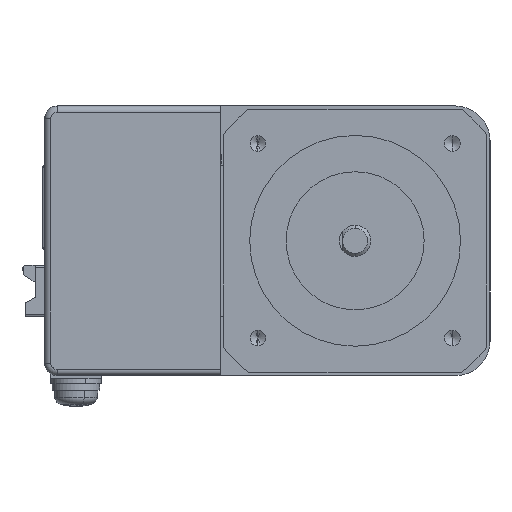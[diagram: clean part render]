
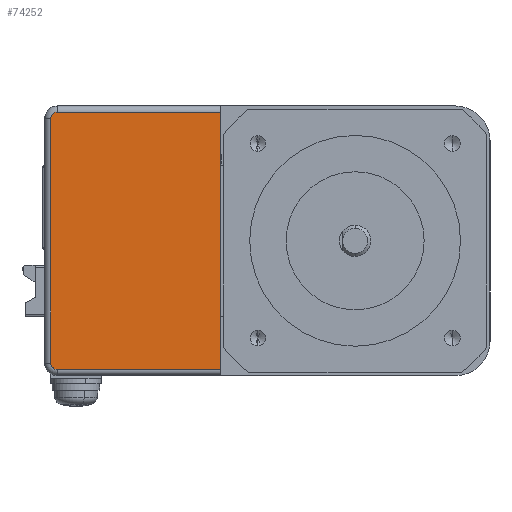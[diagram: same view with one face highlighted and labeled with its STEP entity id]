
A CAD part, left-side view. The second image highlights one B-rep face of the part: STEP entity #74252.
In plain terms, the highlighted planar face has unit normal (-1, 0, 0).
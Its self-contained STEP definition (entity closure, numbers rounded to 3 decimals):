
#8061 = DIRECTION ( 'NONE',  ( 0., 0., -1. ) ) ;
#10656 = CARTESIAN_POINT ( 'NONE',  ( -46., 43., -42. ) ) ;
#14644 = DIRECTION ( 'NONE',  ( 1., 0., 0. ) ) ;
#15395 = EDGE_CURVE ( 'NONE', #106786, #74307, #98897, .T. ) ;
#16655 = ORIENTED_EDGE ( 'NONE', *, *, #75602, .T. ) ;
#17741 = CARTESIAN_POINT ( 'NONE',  ( -46., 70., 0. ) ) ;
#18098 = ORIENTED_EDGE ( 'NONE', *, *, #46890, .T. ) ;
#18715 = AXIS2_PLACEMENT_3D ( 'NONE', #50054, #14644, #59749 ) ;
#23469 = CARTESIAN_POINT ( 'NONE',  ( -46., 69., -2. ) ) ;
#28480 = ORIENTED_EDGE ( 'NONE', *, *, #15395, .T. ) ;
#31043 = DIRECTION ( 'NONE',  ( 0., 0., -1. ) ) ;
#34306 = DIRECTION ( 'NONE',  ( -1., 0., 0. ) ) ;
#36950 = VERTEX_POINT ( 'NONE', #69389 ) ;
#38173 = VECTOR ( 'NONE', #112882, 1000. ) ;
#39909 = VERTEX_POINT ( 'NONE', #49403 ) ;
#46890 = EDGE_CURVE ( 'NONE', #54657, #39909, #80166, .T. ) ;
#49403 = CARTESIAN_POINT ( 'NONE',  ( -46., 69., -42. ) ) ;
#50054 = CARTESIAN_POINT ( 'NONE',  ( -46., 0., 0. ) ) ;
#50436 = CARTESIAN_POINT ( 'NONE',  ( -46., 70., -2. ) ) ;
#52261 = LINE ( 'NONE', #17741, #58063 ) ;
#54657 = VERTEX_POINT ( 'NONE', #117454 ) ;
#56467 = CARTESIAN_POINT ( 'NONE',  ( -46., 0., -1. ) ) ;
#58063 = VECTOR ( 'NONE', #8061, 1000. ) ;
#59749 = DIRECTION ( 'NONE',  ( 0., 0., -1. ) ) ;
#63194 = ORIENTED_EDGE ( 'NONE', *, *, #109651, .F. ) ;
#66111 = VECTOR ( 'NONE', #110812, 1000. ) ;
#66570 = VECTOR ( 'NONE', #110346, 1000. ) ;
#67954 = ORIENTED_EDGE ( 'NONE', *, *, #111607, .T. ) ;
#69389 = CARTESIAN_POINT ( 'NONE',  ( -46., 43., -42. ) ) ;
#71484 = AXIS2_PLACEMENT_3D ( 'NONE', #23469, #34306, #107170 ) ;
#74252 = ADVANCED_FACE ( 'NONE', ( #75280 ), #114873, .F. ) ;
#74307 = VERTEX_POINT ( 'NONE', #50436 ) ;
#75280 = FACE_OUTER_BOUND ( 'NONE', #90706, .T. ) ;
#75602 = EDGE_CURVE ( 'NONE', #39909, #36950, #114543, .T. ) ;
#78516 = CARTESIAN_POINT ( 'NONE',  ( -46., 69., -41. ) ) ;
#80166 = CIRCLE ( 'NONE', #111245, 1. ) ;
#80288 = EDGE_CURVE ( 'NONE', #74307, #54657, #52261, .T. ) ;
#87781 = DIRECTION ( 'NONE',  ( -1., 0., 0. ) ) ;
#90635 = LINE ( 'NONE', #56467, #66111 ) ;
#90706 = EDGE_LOOP ( 'NONE', ( #18098, #16655, #63194, #67954, #28480, #98014 ) ) ;
#91263 = VERTEX_POINT ( 'NONE', #99532 ) ;
#95345 = LINE ( 'NONE', #101108, #66570 ) ;
#98014 = ORIENTED_EDGE ( 'NONE', *, *, #80288, .T. ) ;
#98897 = CIRCLE ( 'NONE', #71484, 1. ) ;
#99532 = CARTESIAN_POINT ( 'NONE',  ( -46., 43., -1. ) ) ;
#100900 = CARTESIAN_POINT ( 'NONE',  ( -46., 69., -1. ) ) ;
#101108 = CARTESIAN_POINT ( 'NONE',  ( -46., 43., 0. ) ) ;
#106786 = VERTEX_POINT ( 'NONE', #100900 ) ;
#107170 = DIRECTION ( 'NONE',  ( 0., 0., -1. ) ) ;
#109651 = EDGE_CURVE ( 'NONE', #91263, #36950, #95345, .T. ) ;
#110346 = DIRECTION ( 'NONE',  ( 0., 0., -1. ) ) ;
#110812 = DIRECTION ( 'NONE',  ( 0., 1., 0. ) ) ;
#111245 = AXIS2_PLACEMENT_3D ( 'NONE', #78516, #87781, #31043 ) ;
#111607 = EDGE_CURVE ( 'NONE', #91263, #106786, #90635, .T. ) ;
#112882 = DIRECTION ( 'NONE',  ( 0., -1., 0. ) ) ;
#114543 = LINE ( 'NONE', #10656, #38173 ) ;
#114873 = PLANE ( 'NONE',  #18715 ) ;
#117454 = CARTESIAN_POINT ( 'NONE',  ( -46., 70., -41. ) ) ;
